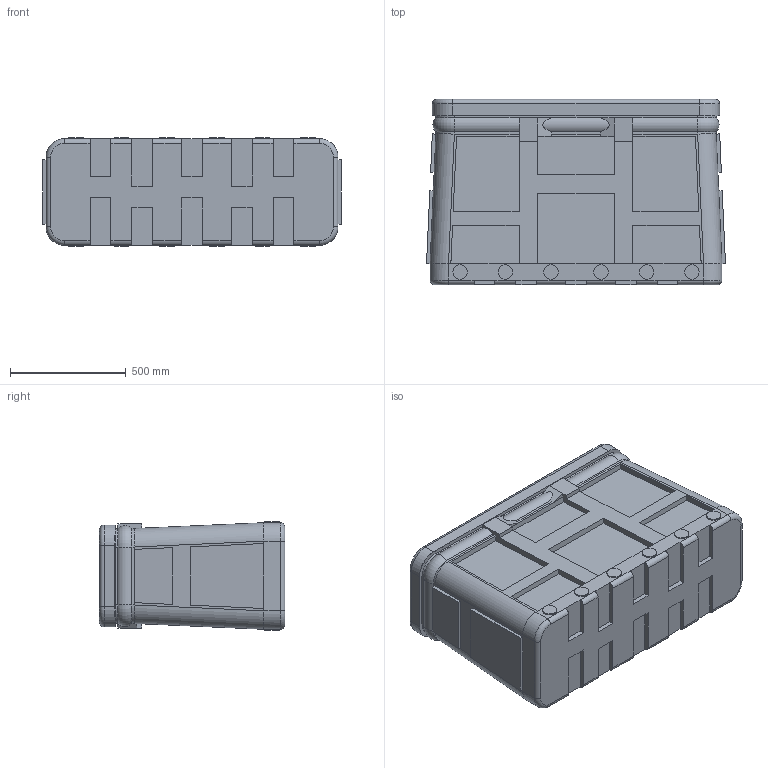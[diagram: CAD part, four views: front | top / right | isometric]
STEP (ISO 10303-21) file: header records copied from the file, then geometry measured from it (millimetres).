
FILE_DESCRIPTION (( 'STEP AP203' ), '1' );
FILE_NAME ('ÃÊ-Ó1871 Êàìåðà ÊÎÒ-3 .STEP', '2021-09-14T06:53:56', ( '' ), ( '' ), 'SwSTEP 2.0', 'SolidWorks 2018', '' );
FILE_SCHEMA (( 'CONFIG_CONTROL_DESIGN' ));
Length unit declared in the file: millimetre
Products named in the file (1): ÃÊ-Ó1871 Êàìåðà ÊÎÒ-3 
Bounding box: 1289.97 x 801 x 470 mm (x, y, z)
Volume: 43272368.5 mm3; surface area: 10041615.5 mm2
Topology: 1 solids, 3 shells, 803 faces, 2038 edges, 1307 vertices
Faces by surface type: plane 501, cylinder 214, torus 80, cone 8
Entity records: 24097 total; most frequent: CARTESIAN_POINT 4365, DIRECTION 4138, ORIENTED_EDGE 4076, EDGE_CURVE 2038, LINE 1402, VECTOR 1402, AXIS2_PLACEMENT_3D 1368, VERTEX_POINT 1307
